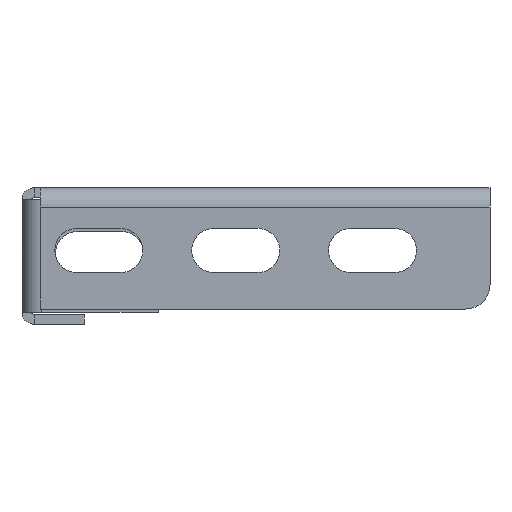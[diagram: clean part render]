
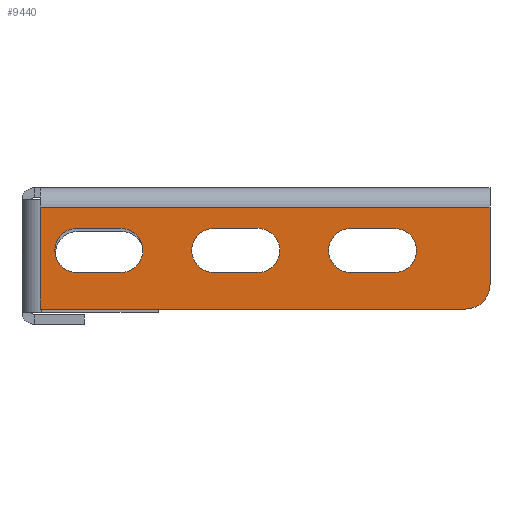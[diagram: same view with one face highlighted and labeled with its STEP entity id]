
A CAD part, left-side view. The second image highlights one B-rep face of the part: STEP entity #9440.
In plain terms, the highlighted planar face has unit normal (-1, 0, 0).
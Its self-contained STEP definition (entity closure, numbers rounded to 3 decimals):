
#3688=DIRECTION('',(0.,1.,0.));
#3689=VECTOR('',#3688,92.);
#3690=CARTESIAN_POINT('',(21.,0.,-2.));
#3691=LINE('',#3690,#3689);
#3708=DIRECTION('',(0.,0.,1.));
#3709=VECTOR('',#3708,15.858);
#3710=CARTESIAN_POINT('',(21.,0.,-17.858));
#3711=LINE('',#3710,#3709);
#3712=CARTESIAN_POINT('',(21.,5.,-17.858));
#3713=DIRECTION('',(-1.,0.,0.));
#3714=DIRECTION('',(0.,0.,-1.));
#3715=AXIS2_PLACEMENT_3D('',#3712,#3713,#3714);
#3717=DIRECTION('',(0.,-1.,0.));
#3718=VECTOR('',#3717,87.);
#3719=CARTESIAN_POINT('',(21.,92.,-22.858));
#3720=LINE('',#3719,#3718);
#3721=DIRECTION('',(0.,0.,-1.));
#3722=VECTOR('',#3721,20.858);
#3723=CARTESIAN_POINT('',(21.,92.,-2.));
#3724=LINE('',#3723,#3722);
#3725=DIRECTION('',(0.,-1.,0.));
#3726=VECTOR('',#3725,9.);
#3727=CARTESIAN_POINT('',(21.,84.5,-6.358));
#3728=LINE('',#3727,#3726);
#3729=CARTESIAN_POINT('',(21.,84.5,-10.858));
#3730=DIRECTION('',(1.,0.,0.));
#3731=DIRECTION('',(0.,0.,-1.));
#3732=AXIS2_PLACEMENT_3D('',#3729,#3730,#3731);
#3734=DIRECTION('',(0.,1.,0.));
#3735=VECTOR('',#3734,9.);
#3736=CARTESIAN_POINT('',(21.,75.5,-15.358));
#3737=LINE('',#3736,#3735);
#3738=CARTESIAN_POINT('',(21.,75.5,-10.858));
#3739=DIRECTION('',(1.,0.,0.));
#3740=DIRECTION('',(0.,0.,1.));
#3741=AXIS2_PLACEMENT_3D('',#3738,#3739,#3740);
#3743=DIRECTION('',(0.,1.,0.));
#3744=VECTOR('',#3743,9.);
#3745=CARTESIAN_POINT('',(21.,47.5,-15.358));
#3746=LINE('',#3745,#3744);
#3747=CARTESIAN_POINT('',(21.,47.5,-10.858));
#3748=DIRECTION('',(1.,0.,0.));
#3749=DIRECTION('',(0.,0.,1.));
#3750=AXIS2_PLACEMENT_3D('',#3747,#3748,#3749);
#3752=DIRECTION('',(0.,-1.,0.));
#3753=VECTOR('',#3752,9.);
#3754=CARTESIAN_POINT('',(21.,56.5,-6.358));
#3755=LINE('',#3754,#3753);
#3756=CARTESIAN_POINT('',(21.,56.5,-10.858));
#3757=DIRECTION('',(1.,0.,0.));
#3758=DIRECTION('',(0.,0.,-1.));
#3759=AXIS2_PLACEMENT_3D('',#3756,#3757,#3758);
#3761=CARTESIAN_POINT('',(21.,19.5,-10.858));
#3762=DIRECTION('',(1.,0.,0.));
#3763=DIRECTION('',(0.,0.,1.));
#3764=AXIS2_PLACEMENT_3D('',#3761,#3762,#3763);
#3766=DIRECTION('',(0.,-1.,0.));
#3767=VECTOR('',#3766,9.);
#3768=CARTESIAN_POINT('',(21.,28.5,-6.358));
#3769=LINE('',#3768,#3767);
#3770=CARTESIAN_POINT('',(21.,28.5,-10.858));
#3771=DIRECTION('',(1.,0.,0.));
#3772=DIRECTION('',(0.,0.,-1.));
#3773=AXIS2_PLACEMENT_3D('',#3770,#3771,#3772);
#3775=DIRECTION('',(0.,1.,0.));
#3776=VECTOR('',#3775,9.);
#3777=CARTESIAN_POINT('',(21.,19.5,-15.358));
#3778=LINE('',#3777,#3776);
#5293=CARTESIAN_POINT('',(21.,92.,-22.858));
#5294=CARTESIAN_POINT('',(21.,5.,-22.858));
#5295=VERTEX_POINT('',#5293);
#5296=VERTEX_POINT('',#5294);
#5297=CARTESIAN_POINT('',(21.,0.,-17.858));
#5298=VERTEX_POINT('',#5297);
#5467=CARTESIAN_POINT('',(21.,84.5,-6.358));
#5468=CARTESIAN_POINT('',(21.,75.5,-6.358));
#5469=VERTEX_POINT('',#5467);
#5470=VERTEX_POINT('',#5468);
#5471=CARTESIAN_POINT('',(21.,75.5,-15.358));
#5472=VERTEX_POINT('',#5471);
#5473=CARTESIAN_POINT('',(21.,84.5,-15.358));
#5474=VERTEX_POINT('',#5473);
#5475=CARTESIAN_POINT('',(21.,47.5,-15.358));
#5476=CARTESIAN_POINT('',(21.,56.5,-15.358));
#5477=VERTEX_POINT('',#5475);
#5478=VERTEX_POINT('',#5476);
#5479=CARTESIAN_POINT('',(21.,56.5,-6.358));
#5480=VERTEX_POINT('',#5479);
#5481=CARTESIAN_POINT('',(21.,47.5,-6.358));
#5482=VERTEX_POINT('',#5481);
#5483=CARTESIAN_POINT('',(21.,19.5,-6.358));
#5484=CARTESIAN_POINT('',(21.,19.5,-15.358));
#5485=VERTEX_POINT('',#5483);
#5486=VERTEX_POINT('',#5484);
#5487=CARTESIAN_POINT('',(21.,28.5,-15.358));
#5488=VERTEX_POINT('',#5487);
#5489=CARTESIAN_POINT('',(21.,28.5,-6.358));
#5490=VERTEX_POINT('',#5489);
#6495=CARTESIAN_POINT('',(21.,92.,-2.));
#6496=VERTEX_POINT('',#6495);
#6499=CARTESIAN_POINT('',(21.,0.,-2.));
#6500=VERTEX_POINT('',#6499);
#9398=CARTESIAN_POINT('',(21.,0.,-22.858));
#9399=DIRECTION('',(-1.,0.,0.));
#9400=DIRECTION('',(0.,0.,1.));
#9401=AXIS2_PLACEMENT_3D('',#9398,#9399,#9400);
#9402=PLANE('',#9401);
#9403=ORIENTED_EDGE('',*,*,#9339,.F.);
#9404=ORIENTED_EDGE('',*,*,#9366,.F.);
#9405=ORIENTED_EDGE('',*,*,#9379,.F.);
#9406=ORIENTED_EDGE('',*,*,#9392,.F.);
#9407=ORIENTED_EDGE('',*,*,#9308,.F.);
#9408=EDGE_LOOP('',(#9403,#9404,#9405,#9406,#9407));
#9409=FACE_OUTER_BOUND('',#9408,.F.);
#9411=ORIENTED_EDGE('',*,*,#9410,.F.);
#9413=ORIENTED_EDGE('',*,*,#9412,.F.);
#9415=ORIENTED_EDGE('',*,*,#9414,.F.);
#9417=ORIENTED_EDGE('',*,*,#9416,.F.);
#9418=EDGE_LOOP('',(#9411,#9413,#9415,#9417));
#9419=FACE_BOUND('',#9418,.F.);
#9421=ORIENTED_EDGE('',*,*,#9420,.F.);
#9423=ORIENTED_EDGE('',*,*,#9422,.F.);
#9425=ORIENTED_EDGE('',*,*,#9424,.F.);
#9427=ORIENTED_EDGE('',*,*,#9426,.F.);
#9428=EDGE_LOOP('',(#9421,#9423,#9425,#9427));
#9429=FACE_BOUND('',#9428,.F.);
#9431=ORIENTED_EDGE('',*,*,#9430,.F.);
#9433=ORIENTED_EDGE('',*,*,#9432,.F.);
#9435=ORIENTED_EDGE('',*,*,#9434,.F.);
#9437=ORIENTED_EDGE('',*,*,#9436,.F.);
#9438=EDGE_LOOP('',(#9431,#9433,#9435,#9437));
#9439=FACE_BOUND('',#9438,.F.);
#9440=ADVANCED_FACE('',(#9409,#9419,#9429,#9439),#9402,.T.);
#3716=CIRCLE('',#3715,5.);
#3733=CIRCLE('',#3732,4.5);
#3742=CIRCLE('',#3741,4.5);
#3751=CIRCLE('',#3750,4.5);
#3760=CIRCLE('',#3759,4.5);
#3765=CIRCLE('',#3764,4.5);
#3774=CIRCLE('',#3773,4.5);
#9308=EDGE_CURVE('',#6496,#5295,#3724,.T.);
#9339=EDGE_CURVE('',#6500,#6496,#3691,.T.);
#9366=EDGE_CURVE('',#5298,#6500,#3711,.T.);
#9379=EDGE_CURVE('',#5296,#5298,#3716,.T.);
#9392=EDGE_CURVE('',#5295,#5296,#3720,.T.);
#9410=EDGE_CURVE('',#5469,#5470,#3728,.T.);
#9412=EDGE_CURVE('',#5474,#5469,#3733,.T.);
#9414=EDGE_CURVE('',#5472,#5474,#3737,.T.);
#9416=EDGE_CURVE('',#5470,#5472,#3742,.T.);
#9420=EDGE_CURVE('',#5477,#5478,#3746,.T.);
#9422=EDGE_CURVE('',#5482,#5477,#3751,.T.);
#9424=EDGE_CURVE('',#5480,#5482,#3755,.T.);
#9426=EDGE_CURVE('',#5478,#5480,#3760,.T.);
#9430=EDGE_CURVE('',#5485,#5486,#3765,.T.);
#9432=EDGE_CURVE('',#5490,#5485,#3769,.T.);
#9434=EDGE_CURVE('',#5488,#5490,#3774,.T.);
#9436=EDGE_CURVE('',#5486,#5488,#3778,.T.);
